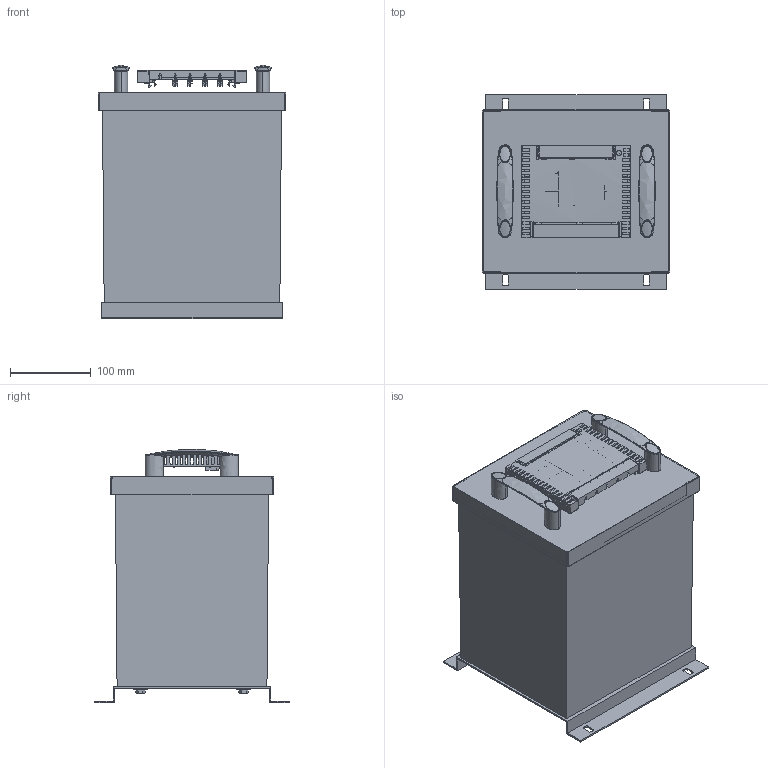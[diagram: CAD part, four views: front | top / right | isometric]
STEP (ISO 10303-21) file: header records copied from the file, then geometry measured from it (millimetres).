
FILE_DESCRIPTION(/* description */ (''),/* implementation_level */ '2;1');
FILE_NAME(/* name */ 'RC64x120Q.stp',/* time_stamp */ '2023-07-27T11:10:01+02:00',/* author */ ('DMA'),/* organization */ (''),/* preprocessor_version */ 'ST-DEVELOPER v16.13',/* originating_system */ 'Autodesk Inventor 2018',/* authorisation */ '');
FILE_SCHEMA (('CONFIG_CONTROL_DESIGN'));
Products named in the file (1): RC64x120Q
Bounding box: 232.4 x 241 x 314 mm (x, y, z)
Surface area: 565674.9 mm2 (no closed solid volume)
Topology: 0 solids, 30 shells, 752 faces, 2952 edges, 2119 vertices
Faces by surface type: plane 506, bspline 124, cylinder 83, cone 25, torus 9, sphere 5
Full cylindrical faces by diameter (mm): 18 x4
Entity records: 84766 total; most frequent: CARTESIAN_POINT 37672, ORIENTED_EDGE 9260, DIRECTION 8806, EDGE_CURVE 6036, LINE 4704, VECTOR 4704, VERTEX_POINT 4406, AXIS2_PLACEMENT_3D 2051
